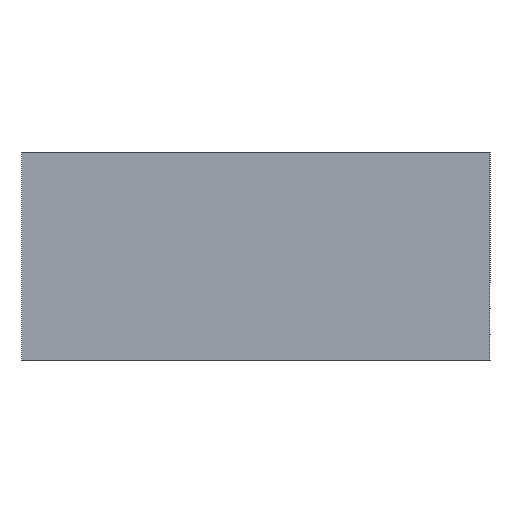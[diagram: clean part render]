
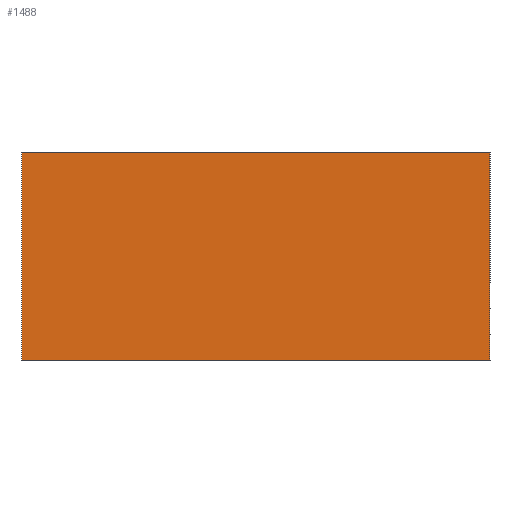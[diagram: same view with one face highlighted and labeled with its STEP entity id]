
A CAD part, left-side view. The second image highlights one B-rep face of the part: STEP entity #1488.
In plain terms, the highlighted planar face has unit normal (-1, 0, 0).
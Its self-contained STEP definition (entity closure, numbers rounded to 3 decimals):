
#291 = VERTEX_POINT('',#292);
#292 = CARTESIAN_POINT('',(-21.5,9.,0.4));
#298 = EDGE_CURVE('',#291,#299,#301,.T.);
#299 = VERTEX_POINT('',#300);
#300 = CARTESIAN_POINT('',(-21.5,-9.,0.4));
#301 = LINE('',#302,#303);
#302 = CARTESIAN_POINT('',(-21.5,9.,0.4));
#303 = VECTOR('',#304,1.);
#304 = DIRECTION('',(0.,-1.,0.));
#485 = VERTEX_POINT('',#486);
#486 = CARTESIAN_POINT('',(-21.5,9.,-7.6));
#492 = EDGE_CURVE('',#291,#485,#493,.T.);
#493 = LINE('',#494,#495);
#494 = CARTESIAN_POINT('',(-21.5,9.,0.4));
#495 = VECTOR('',#496,1.);
#496 = DIRECTION('',(0.,0.,-1.));
#539 = EDGE_CURVE('',#299,#540,#542,.T.);
#540 = VERTEX_POINT('',#541);
#541 = CARTESIAN_POINT('',(-21.5,-9.,-7.6));
#542 = LINE('',#543,#544);
#543 = CARTESIAN_POINT('',(-21.5,-9.,0.4));
#544 = VECTOR('',#545,1.);
#545 = DIRECTION('',(0.,0.,-1.));
#1488 = ADVANCED_FACE('',(#1489),#1500,.T.);
#1489 = FACE_BOUND('',#1490,.T.);
#1490 = EDGE_LOOP('',(#1491,#1492,#1493,#1499));
#1491 = ORIENTED_EDGE('',*,*,#298,.F.);
#1492 = ORIENTED_EDGE('',*,*,#492,.T.);
#1493 = ORIENTED_EDGE('',*,*,#1494,.F.);
#1494 = EDGE_CURVE('',#540,#485,#1495,.T.);
#1495 = LINE('',#1496,#1497);
#1496 = CARTESIAN_POINT('',(-21.5,4.5,-7.6));
#1497 = VECTOR('',#1498,1.);
#1498 = DIRECTION('',(0.,1.,0.));
#1499 = ORIENTED_EDGE('',*,*,#539,.F.);
#1500 = PLANE('',#1501);
#1501 = AXIS2_PLACEMENT_3D('',#1502,#1503,#1504);
#1502 = CARTESIAN_POINT('',(-21.5,9.,0.4));
#1503 = DIRECTION('',(-1.,0.,0.));
#1504 = DIRECTION('',(-0.,-1.,0.));
